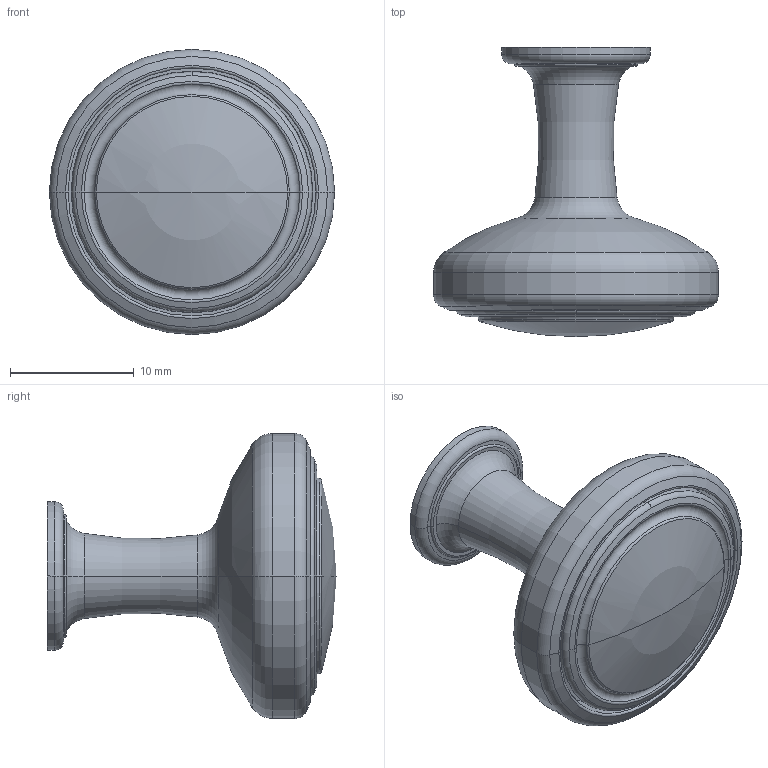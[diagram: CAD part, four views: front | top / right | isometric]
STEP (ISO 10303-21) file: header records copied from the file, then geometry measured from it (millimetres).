
FILE_DESCRIPTION(('Creo Elements/Direct Modeling STEP Export'),'2;1');
FILE_NAME('1971-23.stp','2024-09-16T11:20:20',(''),(''),'Creo Elements/Direct Modeling STEP processor for AP214 (Solid Model)','Creo Elements/Direct Modeling 20.0 12-Nov-2016 (C) Parametric Technology GmbH','');
FILE_SCHEMA(('AUTOMOTIVE_DESIGN { 1 0 10303 214 1 1 1 1 }'));
Length unit declared in the file: millimetre
Products named in the file (2): Knopf; Einlage
Bounding box: 23 x 23.32 x 23 mm (x, y, z)
Volume: 2618.8 mm3; surface area: 2962.2 mm2
Topology: 2 solids, 2 shells, 93 faces, 214 edges, 125 vertices
Faces by surface type: cylinder 36, torus 28, sphere 14, cone 8, plane 7
Entity records: 2648 total; most frequent: CARTESIAN_POINT 657, ORIENTED_EDGE 416, DIRECTION 396, EDGE_CURVE 208, AXIS2_PLACEMENT_3D 176, VERTEX_POINT 125, EDGE_LOOP 99, FACE_OUTER_BOUND 93
